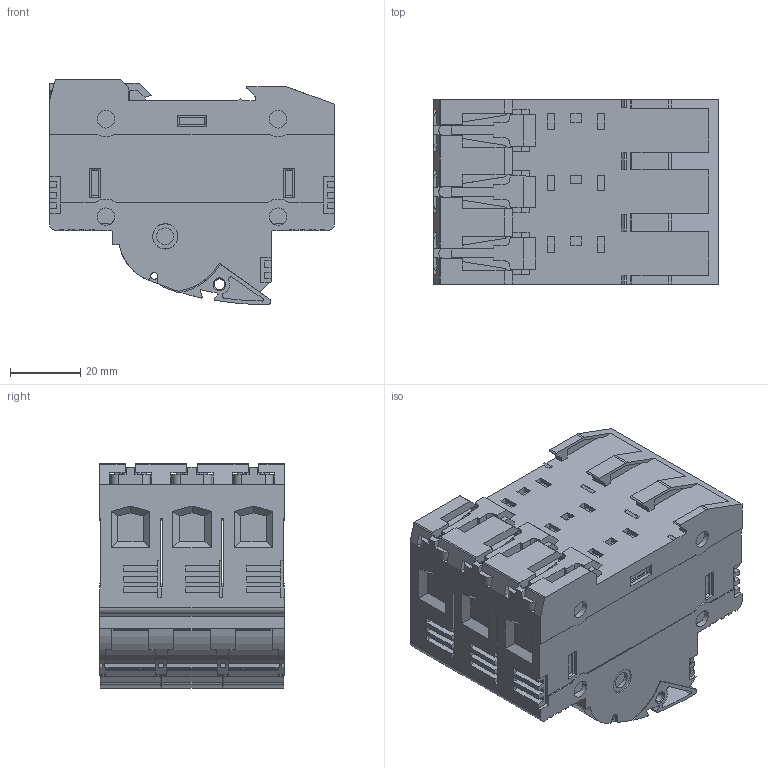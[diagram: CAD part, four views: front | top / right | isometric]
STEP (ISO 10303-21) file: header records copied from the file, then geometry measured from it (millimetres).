
FILE_DESCRIPTION (( 'STEP AP214' ), '1' );
FILE_NAME ('3d_3P_PR32.STEP', '2025-01-21T14:26:40', ( '' ), ( '' ), 'SwSTEP 2.0', 'SolidWorks 2022', '' );
FILE_SCHEMA (( 'AUTOMOTIVE_DESIGN' ));
Products named in the file (1): 3d_3P_PR32
Bounding box: 81 x 52.5 x 63.97 mm (x, y, z)
Volume: 189407.2 mm3; surface area: 49474.8 mm2
Topology: 1 solids, 82 shells, 3069 faces, 7802 edges, 4978 vertices
Faces by surface type: plane 1766, cylinder 1054, bspline 120, torus 75, cone 30, sphere 24
Entity records: 98351 total; most frequent: CARTESIAN_POINT 24238, ORIENTED_EDGE 15556, DIRECTION 15228, EDGE_CURVE 7778, AXIS2_PLACEMENT_3D 5091, VECTOR 5046, LINE 5046, VERTEX_POINT 4978
